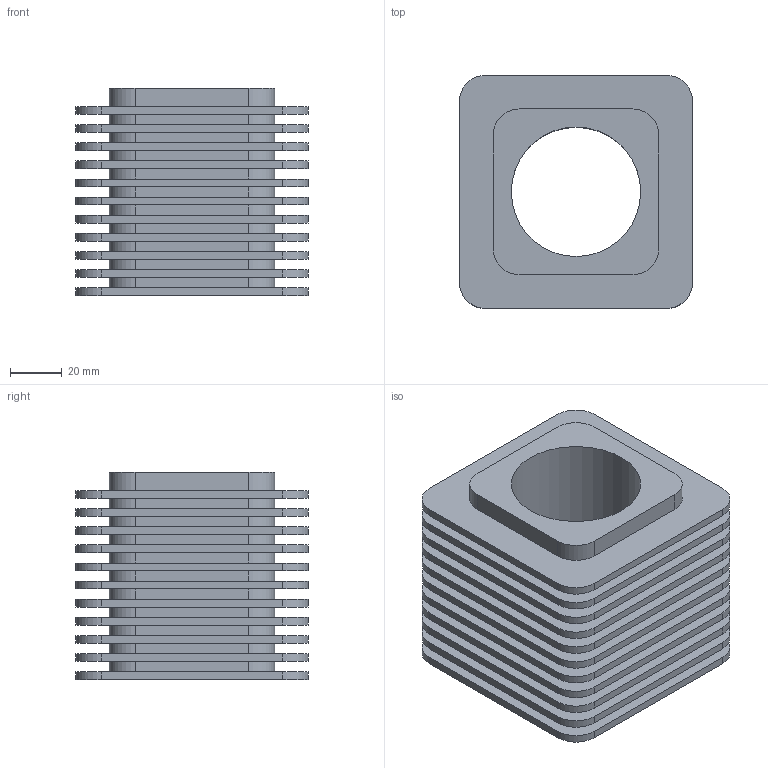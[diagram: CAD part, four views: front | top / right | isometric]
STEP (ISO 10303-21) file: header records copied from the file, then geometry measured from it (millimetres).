
FILE_DESCRIPTION(('FreeCAD Model'),'2;1');
FILE_NAME('Open CASCADE Shape Model','2023-05-18T16:21:03',('Author'),( ''),'Open CASCADE STEP processor 7.6','FreeCAD','Unknown');
FILE_SCHEMA(('AUTOMOTIVE_DESIGN { 1 0 10303 214 1 1 1 1 }'));
Length unit declared in the file: millimetre
Products named in the file (1): Fusion
Bounding box: 90 x 90 x 80 mm (x, y, z)
Volume: 295865.1 mm3; surface area: 127286.2 mm2
Topology: 1 solids, 1 shells, 201 faces, 539 edges, 362 vertices
Faces by surface type: plane 112, cylinder 89
Full cylindrical faces by diameter (mm): 50 x1
Entity records: 13372 total; most frequent: DIRECTION 2203, CARTESIAN_POINT 2181, LINE 1249, VECTOR 1249, ORIENTED_EDGE 1078, PCURVE 1078, DEFINITIONAL_REPRESENTATION 1078, EDGE_CURVE 539
